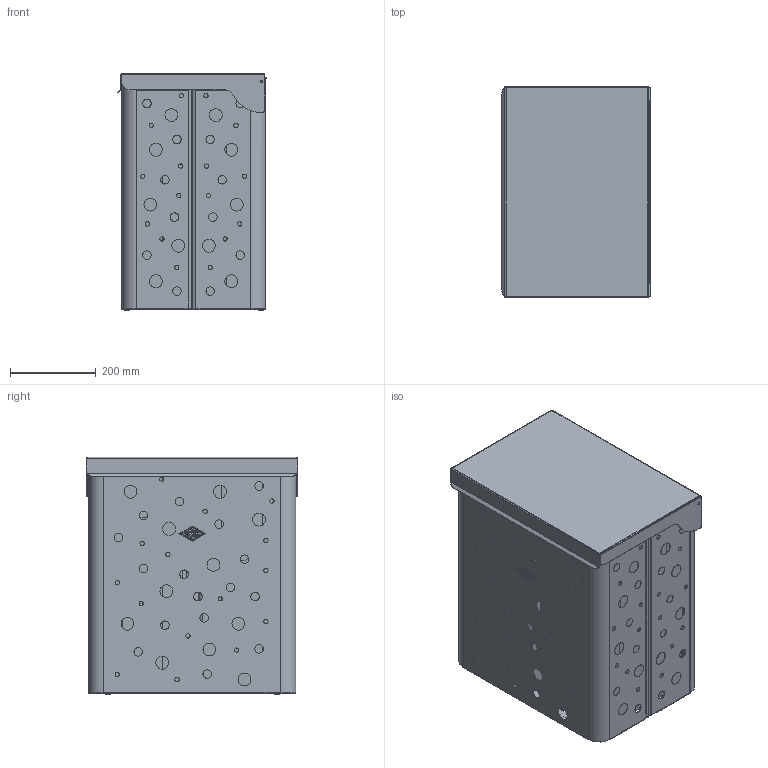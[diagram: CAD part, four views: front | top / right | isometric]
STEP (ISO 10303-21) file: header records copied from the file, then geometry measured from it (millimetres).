
FILE_DESCRIPTION(('STEP AP214'),'1');
FILE_NAME('schebox Duo 1 .STP','2026-01-15T13:31:48',(' '),(' '),'Spatial InterOp 3D',' ',' ');
FILE_SCHEMA(('AUTOMOTIVE_DESIGN { 1 0 10303 214 1 1 1 1 }'));
Length unit declared in the file: millimetre
Products named in the file (5): V_Wäschebox Duo 1 ; ASSEM1
Assembly tree (4 placements, depth 2):
  V_Wäschebox Duo 1 
    ASSEM1
    (unnamed)
    (unnamed)
    (unnamed)
Bounding box: 345.7 x 493 x 554.1 mm (x, y, z)
Volume: 3842902.2 mm3; surface area: 4678016.6 mm2
Topology: 6 solids, 6 shells, 1359 faces, 3550 edges, 2231 vertices
Faces by surface type: cylinder 620, plane 561, bspline 138, torus 36, cone 4
Full cylindrical faces by diameter (mm): 4.5 x28, 5 x10, 5.2 x2, 5.3 x2, 6 x4, 6.4 x2, 10 x47, 11.7 x4, 12 x4, 20 x40, 30 x31, 44 x24
Entity records: 67300 total; most frequent: CARTESIAN_POINT 32126, DIRECTION 6873, ORIENTED_EDGE 6660, EDGE_CURVE 3330, AXIS2_PLACEMENT_3D 2531, VERTEX_POINT 2218, EDGE_LOOP 2002, LINE 1811
